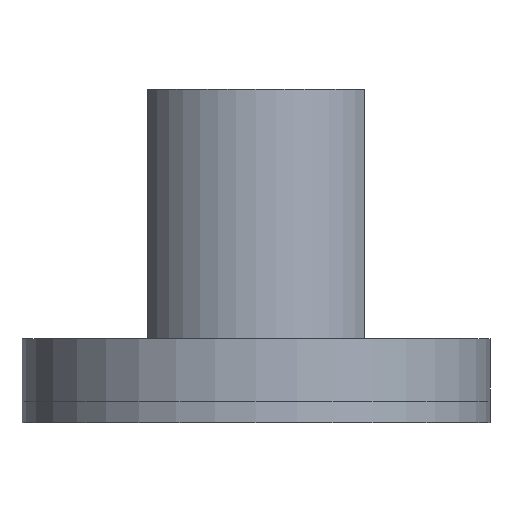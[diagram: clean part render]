
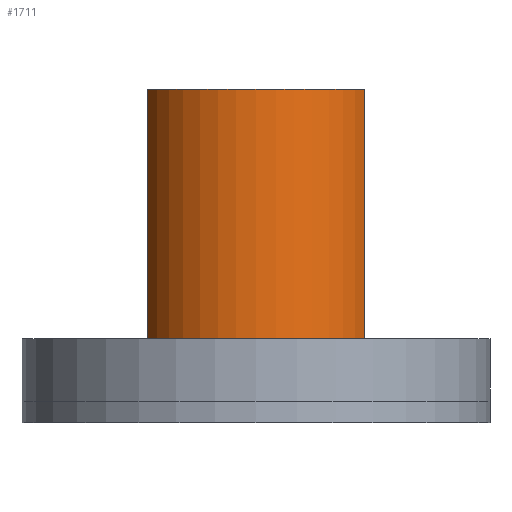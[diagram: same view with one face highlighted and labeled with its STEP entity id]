
A CAD part, left-side view. The second image highlights one B-rep face of the part: STEP entity #1711.
In plain terms, the highlighted cylindrical face has radius 19 mm (diameter 38 mm), a partial arc.
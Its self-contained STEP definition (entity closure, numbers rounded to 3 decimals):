
#780 = PLANE('',#781);
#781 = AXIS2_PLACEMENT_3D('',#782,#783,#784);
#782 = CARTESIAN_POINT('',(0.,0.,50.));
#783 = DIRECTION('',(0.,0.,1.));
#784 = DIRECTION('',(1.,0.,0.));
#995 = PLANE('',#996);
#996 = AXIS2_PLACEMENT_3D('',#997,#998,#999);
#997 = CARTESIAN_POINT('',(0.,2.386,10.));
#998 = DIRECTION('',(0.,0.,1.));
#999 = DIRECTION('',(0.,1.,0.));
#1062 = EDGE_CURVE('',#1063,#1065,#1067,.T.);
#1063 = VERTEX_POINT('',#1064);
#1064 = CARTESIAN_POINT('',(-7.632,17.4,50.));
#1065 = VERTEX_POINT('',#1066);
#1066 = CARTESIAN_POINT('',(-7.632,-17.4,50.));
#1067 = SURFACE_CURVE('',#1068,(#1073,#1080),.PCURVE_S1.);
#1068 = CIRCLE('',#1069,19.);
#1069 = AXIS2_PLACEMENT_3D('',#1070,#1071,#1072);
#1070 = CARTESIAN_POINT('',(0.,0.,50.));
#1071 = DIRECTION('',(0.,0.,1.));
#1072 = DIRECTION('',(1.,0.,0.));
#1073 = PCURVE('',#780,#1074);
#1074 = DEFINITIONAL_REPRESENTATION('',(#1075),#1079);
#1075 = CIRCLE('',#1076,19.);
#1076 = AXIS2_PLACEMENT_2D('',#1077,#1078);
#1077 = CARTESIAN_POINT('',(0.,0.));
#1078 = DIRECTION('',(1.,0.));
#1079 = ( GEOMETRIC_REPRESENTATION_CONTEXT(2) 
PARAMETRIC_REPRESENTATION_CONTEXT() REPRESENTATION_CONTEXT('2D SPACE',''
  ) );
#1080 = PCURVE('',#1081,#1086);
#1081 = CYLINDRICAL_SURFACE('',#1082,19.);
#1082 = AXIS2_PLACEMENT_3D('',#1083,#1084,#1085);
#1083 = CARTESIAN_POINT('',(0.,0.,10.));
#1084 = DIRECTION('',(-0.,-0.,-1.));
#1085 = DIRECTION('',(1.,0.,0.));
#1086 = DEFINITIONAL_REPRESENTATION('',(#1087),#1091);
#1087 = LINE('',#1088,#1089);
#1088 = CARTESIAN_POINT('',(-0.,-40.));
#1089 = VECTOR('',#1090,1.);
#1090 = DIRECTION('',(-1.,0.));
#1091 = ( GEOMETRIC_REPRESENTATION_CONTEXT(2) 
PARAMETRIC_REPRESENTATION_CONTEXT() REPRESENTATION_CONTEXT('2D SPACE',''
  ) );
#1109 = PLANE('',#1110);
#1110 = AXIS2_PLACEMENT_3D('',#1111,#1112,#1113);
#1111 = CARTESIAN_POINT('',(-7.632,-17.4,10.));
#1112 = DIRECTION('',(0.,1.,0.));
#1113 = DIRECTION('',(1.,0.,0.));
#1164 = PLANE('',#1165);
#1165 = AXIS2_PLACEMENT_3D('',#1166,#1167,#1168);
#1166 = CARTESIAN_POINT('',(-7.632,17.4,10.));
#1167 = DIRECTION('',(0.,1.,0.));
#1168 = DIRECTION('',(1.,0.,0.));
#1609 = EDGE_CURVE('',#1610,#1612,#1614,.T.);
#1610 = VERTEX_POINT('',#1611);
#1611 = CARTESIAN_POINT('',(-7.632,17.4,10.));
#1612 = VERTEX_POINT('',#1613);
#1613 = CARTESIAN_POINT('',(-7.632,-17.4,10.));
#1614 = SURFACE_CURVE('',#1615,(#1620,#1627),.PCURVE_S1.);
#1615 = CIRCLE('',#1616,19.);
#1616 = AXIS2_PLACEMENT_3D('',#1617,#1618,#1619);
#1617 = CARTESIAN_POINT('',(0.,0.,10.));
#1618 = DIRECTION('',(0.,0.,1.));
#1619 = DIRECTION('',(1.,0.,0.));
#1620 = PCURVE('',#995,#1621);
#1621 = DEFINITIONAL_REPRESENTATION('',(#1622),#1626);
#1622 = CIRCLE('',#1623,19.);
#1623 = AXIS2_PLACEMENT_2D('',#1624,#1625);
#1624 = CARTESIAN_POINT('',(-2.386,0.));
#1625 = DIRECTION('',(0.,-1.));
#1626 = ( GEOMETRIC_REPRESENTATION_CONTEXT(2) 
PARAMETRIC_REPRESENTATION_CONTEXT() REPRESENTATION_CONTEXT('2D SPACE',''
  ) );
#1627 = PCURVE('',#1081,#1628);
#1628 = DEFINITIONAL_REPRESENTATION('',(#1629),#1633);
#1629 = LINE('',#1630,#1631);
#1630 = CARTESIAN_POINT('',(-0.,0.));
#1631 = VECTOR('',#1632,1.);
#1632 = DIRECTION('',(-1.,0.));
#1633 = ( GEOMETRIC_REPRESENTATION_CONTEXT(2) 
PARAMETRIC_REPRESENTATION_CONTEXT() REPRESENTATION_CONTEXT('2D SPACE',''
  ) );
#1711 = ADVANCED_FACE('',(#1712),#1081,.T.);
#1712 = FACE_BOUND('',#1713,.F.);
#1713 = EDGE_LOOP('',(#1714,#1735,#1736,#1757));
#1714 = ORIENTED_EDGE('',*,*,#1715,.T.);
#1715 = EDGE_CURVE('',#1610,#1063,#1716,.T.);
#1716 = SURFACE_CURVE('',#1717,(#1721,#1728),.PCURVE_S1.);
#1717 = LINE('',#1718,#1719);
#1718 = CARTESIAN_POINT('',(-7.632,17.4,10.));
#1719 = VECTOR('',#1720,1.);
#1720 = DIRECTION('',(0.,0.,1.));
#1721 = PCURVE('',#1081,#1722);
#1722 = DEFINITIONAL_REPRESENTATION('',(#1723),#1727);
#1723 = LINE('',#1724,#1725);
#1724 = CARTESIAN_POINT('',(-1.984,0.));
#1725 = VECTOR('',#1726,1.);
#1726 = DIRECTION('',(-0.,-1.));
#1727 = ( GEOMETRIC_REPRESENTATION_CONTEXT(2) 
PARAMETRIC_REPRESENTATION_CONTEXT() REPRESENTATION_CONTEXT('2D SPACE',''
  ) );
#1728 = PCURVE('',#1164,#1729);
#1729 = DEFINITIONAL_REPRESENTATION('',(#1730),#1734);
#1730 = LINE('',#1731,#1732);
#1731 = CARTESIAN_POINT('',(0.,0.));
#1732 = VECTOR('',#1733,1.);
#1733 = DIRECTION('',(0.,-1.));
#1734 = ( GEOMETRIC_REPRESENTATION_CONTEXT(2) 
PARAMETRIC_REPRESENTATION_CONTEXT() REPRESENTATION_CONTEXT('2D SPACE',''
  ) );
#1735 = ORIENTED_EDGE('',*,*,#1062,.T.);
#1736 = ORIENTED_EDGE('',*,*,#1737,.F.);
#1737 = EDGE_CURVE('',#1612,#1065,#1738,.T.);
#1738 = SURFACE_CURVE('',#1739,(#1743,#1750),.PCURVE_S1.);
#1739 = LINE('',#1740,#1741);
#1740 = CARTESIAN_POINT('',(-7.632,-17.4,10.));
#1741 = VECTOR('',#1742,1.);
#1742 = DIRECTION('',(0.,0.,1.));
#1743 = PCURVE('',#1081,#1744);
#1744 = DEFINITIONAL_REPRESENTATION('',(#1745),#1749);
#1745 = LINE('',#1746,#1747);
#1746 = CARTESIAN_POINT('',(-4.299,0.));
#1747 = VECTOR('',#1748,1.);
#1748 = DIRECTION('',(-0.,-1.));
#1749 = ( GEOMETRIC_REPRESENTATION_CONTEXT(2) 
PARAMETRIC_REPRESENTATION_CONTEXT() REPRESENTATION_CONTEXT('2D SPACE',''
  ) );
#1750 = PCURVE('',#1109,#1751);
#1751 = DEFINITIONAL_REPRESENTATION('',(#1752),#1756);
#1752 = LINE('',#1753,#1754);
#1753 = CARTESIAN_POINT('',(0.,0.));
#1754 = VECTOR('',#1755,1.);
#1755 = DIRECTION('',(0.,-1.));
#1756 = ( GEOMETRIC_REPRESENTATION_CONTEXT(2) 
PARAMETRIC_REPRESENTATION_CONTEXT() REPRESENTATION_CONTEXT('2D SPACE',''
  ) );
#1757 = ORIENTED_EDGE('',*,*,#1609,.F.);
